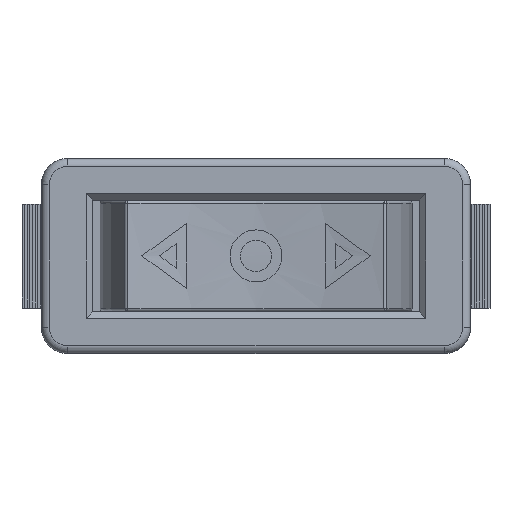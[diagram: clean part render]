
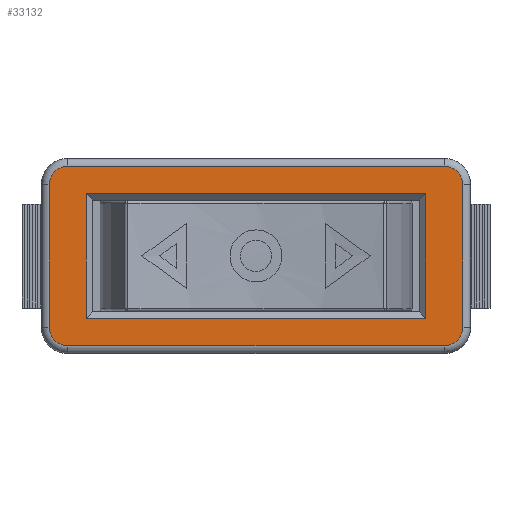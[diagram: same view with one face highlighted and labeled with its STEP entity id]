
A CAD part, top view. The second image highlights one B-rep face of the part: STEP entity #33132.
In plain terms, the highlighted planar face has unit normal (0, 0, 1).
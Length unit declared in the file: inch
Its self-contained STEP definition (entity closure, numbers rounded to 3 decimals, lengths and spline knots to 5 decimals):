
#32884=CARTESIAN_POINT('',(-0.51378,-0.18898,0.74803));
#32885=VERTEX_POINT('',#32884);
#32892=CARTESIAN_POINT('',(0.51378,-0.18898,0.74803));
#32893=VERTEX_POINT('',#32892);
#32894=CARTESIAN_POINT('',(-0.51378,-0.18898,0.74803));
#32895=DIRECTION('',(1.0,0.0,0.0));
#32896=VECTOR('',#32895,1.02756);
#32897=LINE('',#32894,#32896);
#32898=EDGE_CURVE('',#32885,#32893,#32897,.T.);
#32922=CARTESIAN_POINT('',(-0.51378,0.18898,0.74803));
#32923=VERTEX_POINT('',#32922);
#32930=CARTESIAN_POINT('',(-0.51378,0.18898,0.74803));
#32931=DIRECTION('',(0.0,-1.0,0.0));
#32932=VECTOR('',#32931,0.37795);
#32933=LINE('',#32930,#32932);
#32934=EDGE_CURVE('',#32923,#32885,#32933,.T.);
#32953=CARTESIAN_POINT('',(0.51378,0.18898,0.74803));
#32954=VERTEX_POINT('',#32953);
#32961=CARTESIAN_POINT('',(0.51378,0.18898,0.74803));
#32962=DIRECTION('',(-1.0,0.0,0.0));
#32963=VECTOR('',#32962,1.02756);
#32964=LINE('',#32961,#32963);
#32965=EDGE_CURVE('',#32954,#32923,#32964,.T.);
#32983=CARTESIAN_POINT('',(0.51378,-0.18898,0.74803));
#32984=DIRECTION('',(0.0,1.0,0.0));
#32985=VECTOR('',#32984,0.37795);
#32986=LINE('',#32983,#32985);
#32987=EDGE_CURVE('',#32893,#32954,#32986,.T.);
#33051=CARTESIAN_POINT('',(-0.68858,-0.29882,0.74803));
#33052=DIRECTION('',(0.0,0.0,1.0));
#33053=DIRECTION('',(1.0,0.0,0.0));
#33054=AXIS2_PLACEMENT_3D('',#33051,#33052,#33053);
#33055=PLANE('',#33054);
#33056=CARTESIAN_POINT('',(-0.62598,-0.21654,0.74803));
#33057=VERTEX_POINT('',#33056);
#33058=CARTESIAN_POINT('',(-0.62598,0.21654,0.74803));
#33059=VERTEX_POINT('',#33058);
#33060=CARTESIAN_POINT('',(-0.62598,-0.21654,0.74803));
#33061=DIRECTION('',(0.0,1.0,0.0));
#33062=VECTOR('',#33061,0.43307);
#33063=LINE('',#33060,#33062);
#33064=EDGE_CURVE('',#33057,#33059,#33063,.T.);
#33065=ORIENTED_EDGE('',*,*,#33064,.F.);
#33066=CARTESIAN_POINT('',(-0.57087,-0.27165,0.74803));
#33067=VERTEX_POINT('',#33066);
#33068=CARTESIAN_POINT('',(-0.57087,-0.21654,0.74803));
#33069=DIRECTION('',(0.0,0.0,-1.0));
#33070=DIRECTION('',(-0.707,-0.707,0.0));
#33071=AXIS2_PLACEMENT_3D('',#33068,#33069,#33070);
#33072=CIRCLE('',#33071,0.05512);
#33073=EDGE_CURVE('',#33067,#33057,#33072,.T.);
#33074=ORIENTED_EDGE('',*,*,#33073,.F.);
#33075=CARTESIAN_POINT('',(0.57087,-0.27165,0.74803));
#33076=VERTEX_POINT('',#33075);
#33077=CARTESIAN_POINT('',(0.57087,-0.27165,0.74803));
#33078=DIRECTION('',(-1.0,0.0,0.0));
#33079=VECTOR('',#33078,1.14173);
#33080=LINE('',#33077,#33079);
#33081=EDGE_CURVE('',#33076,#33067,#33080,.T.);
#33082=ORIENTED_EDGE('',*,*,#33081,.F.);
#33083=CARTESIAN_POINT('',(0.62598,-0.21654,0.74803));
#33084=VERTEX_POINT('',#33083);
#33085=CARTESIAN_POINT('',(0.57087,-0.21654,0.74803));
#33086=DIRECTION('',(0.0,0.0,-1.0));
#33087=DIRECTION('',(0.707,-0.707,0.0));
#33088=AXIS2_PLACEMENT_3D('',#33085,#33086,#33087);
#33089=CIRCLE('',#33088,0.05512);
#33090=EDGE_CURVE('',#33084,#33076,#33089,.T.);
#33091=ORIENTED_EDGE('',*,*,#33090,.F.);
#33092=CARTESIAN_POINT('',(0.62598,0.21654,0.74803));
#33093=VERTEX_POINT('',#33092);
#33094=CARTESIAN_POINT('',(0.62598,0.21654,0.74803));
#33095=DIRECTION('',(0.0,-1.0,0.0));
#33096=VECTOR('',#33095,0.43307);
#33097=LINE('',#33094,#33096);
#33098=EDGE_CURVE('',#33093,#33084,#33097,.T.);
#33099=ORIENTED_EDGE('',*,*,#33098,.F.);
#33100=CARTESIAN_POINT('',(0.57087,0.27165,0.74803));
#33101=VERTEX_POINT('',#33100);
#33102=CARTESIAN_POINT('',(0.57087,0.21654,0.74803));
#33103=DIRECTION('',(0.0,0.0,-1.0));
#33104=DIRECTION('',(0.707,0.707,0.0));
#33105=AXIS2_PLACEMENT_3D('',#33102,#33103,#33104);
#33106=CIRCLE('',#33105,0.05512);
#33107=EDGE_CURVE('',#33101,#33093,#33106,.T.);
#33108=ORIENTED_EDGE('',*,*,#33107,.F.);
#33109=CARTESIAN_POINT('',(-0.57087,0.27165,0.74803));
#33110=VERTEX_POINT('',#33109);
#33111=CARTESIAN_POINT('',(-0.57087,0.27165,0.74803));
#33112=DIRECTION('',(1.0,0.0,0.0));
#33113=VECTOR('',#33112,1.14173);
#33114=LINE('',#33111,#33113);
#33115=EDGE_CURVE('',#33110,#33101,#33114,.T.);
#33116=ORIENTED_EDGE('',*,*,#33115,.F.);
#33117=CARTESIAN_POINT('',(-0.57087,0.21654,0.74803));
#33118=DIRECTION('',(0.0,0.0,-1.0));
#33119=DIRECTION('',(-0.707,0.707,0.0));
#33120=AXIS2_PLACEMENT_3D('',#33117,#33118,#33119);
#33121=CIRCLE('',#33120,0.05512);
#33122=EDGE_CURVE('',#33059,#33110,#33121,.T.);
#33123=ORIENTED_EDGE('',*,*,#33122,.F.);
#33124=EDGE_LOOP('',(#33065,#33074,#33082,#33091,#33099,#33108,#33116,#33123));
#33125=FACE_OUTER_BOUND('',#33124,.T.);
#33126=ORIENTED_EDGE('',*,*,#32898,.F.);
#33127=ORIENTED_EDGE('',*,*,#32934,.F.);
#33128=ORIENTED_EDGE('',*,*,#32965,.F.);
#33129=ORIENTED_EDGE('',*,*,#32987,.F.);
#33130=EDGE_LOOP('',(#33126,#33127,#33128,#33129));
#33131=FACE_BOUND('',#33130,.T.);
#33132=ADVANCED_FACE('',(#33125,#33131),#33055,.T.);
